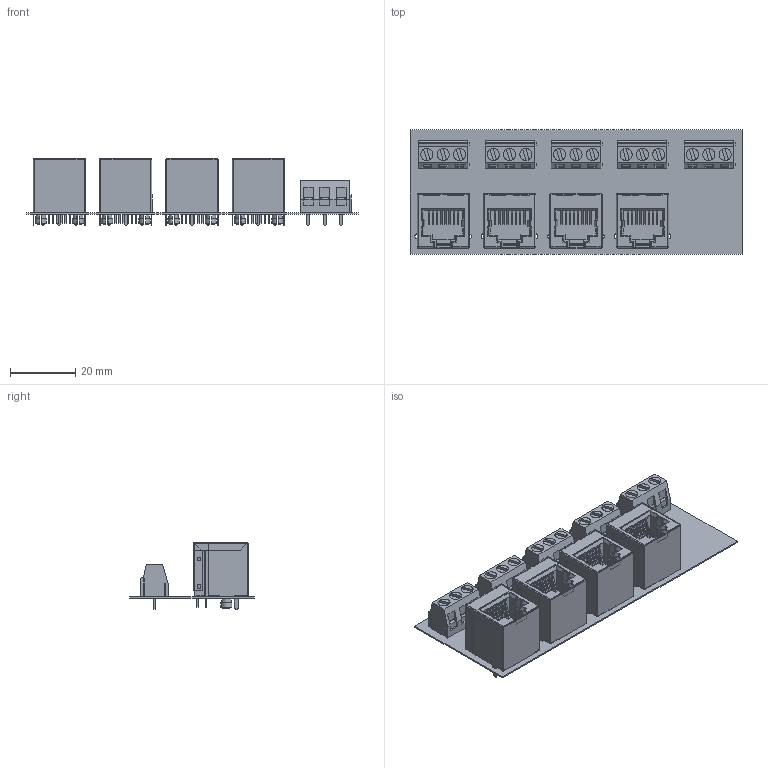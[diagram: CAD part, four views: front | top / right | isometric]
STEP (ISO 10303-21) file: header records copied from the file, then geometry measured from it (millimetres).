
FILE_DESCRIPTION(('Open CASCADE Model'),'2;1');
FILE_NAME('Open CASCADE Shape Model','2025-04-15T17:34:29',('Author'),( 'Open CASCADE'),'Open CASCADE STEP processor 7.5','Open CASCADE 7.5' ,'Unknown');
FILE_SCHEMA(('AUTOMOTIVE_DESIGN { 1 0 10303 214 1 1 1 1 }'));
Length unit declared in the file: millimetre
Products named in the file (23): PCB; Board; Open CASCADE STEP translator 7.5 1.1.1; Rj45 4; 615008138221 (rev1); Shielding; Insulator; Insulator_2; Pin2; Pin1; Rj45 3; Gland 5; 691213710003; 6912137100xx_MASS; 6912137100xx_VIS; 6912137100xx_PIN; Gland 4; Gland 3; Gland 2; Gland 1; Rj45 1; RJ45 2
Assembly tree (41 placements, depth 4):
  PCB
    Board
      Open CASCADE STEP translator 7.5 1.1.1
    Rj45 4
      615008138221 (rev1)
        Shielding
        Insulator
        Insulator_2
        Pin2  x4
        Pin1  x4
    Rj45 3
      615008138221 (rev1)
        Shielding
        Insulator
        Insulator_2
        Pin2  x4
        Pin1  x4
    Gland 5
      691213710003
        6912137100xx_MASS  x3
        6912137100xx_VIS  x3
        6912137100xx_PIN  x3
        691213710003
    Gland 4
      691213710003
        6912137100xx_MASS  x3
        6912137100xx_VIS  x3
        6912137100xx_PIN  x3
        691213710003
    Gland 3
      691213710003
        6912137100xx_MASS  x3
        6912137100xx_VIS  x3
        6912137100xx_PIN  x3
        691213710003
    Gland 2
      691213710003
        6912137100xx_MASS  x3
        6912137100xx_VIS  x3
        6912137100xx_PIN  x3
        691213710003
    Gland 1
      691213710003
        6912137100xx_MASS  x3
        6912137100xx_VIS  x3
        6912137100xx_PIN  x3
        691213710003
    Rj45 1
      615008138221 (rev1)
        Shielding
        Insulator
        Insulator_2
        Pin2  x4
        Pin1  x4
    RJ45 2
      615008138221 (rev1)
        Shielding
        Insulator
        Insulator_2
        Pin2  x4
Bounding box: 101.6 x 37.97 x 20.45 mm (x, y, z)
Volume: 16248.8 mm3; surface area: 44165.1 mm2
Topology: 95 solids, 95 shells, 4736 faces, 12796 edges, 8167 vertices
Faces by surface type: plane 3647, cylinder 913, bspline 96, cone 32, sphere 32, torus 16
Full cylindrical faces by diameter (mm): 0.9 x40, 1.3 x15, 1.6 x8, 2.8 x30, 3 x15, 3.17 x8, 3.7 x30
Entity records: 37080 total; most frequent: CARTESIAN_POINT 5801, ORIENTED_EDGE 5216, DIRECTION 4937, EDGE_CURVE 2608, LINE 2069, VECTOR 2069, VERTEX_POINT 1668, AXIS2_PLACEMENT_3D 1434
